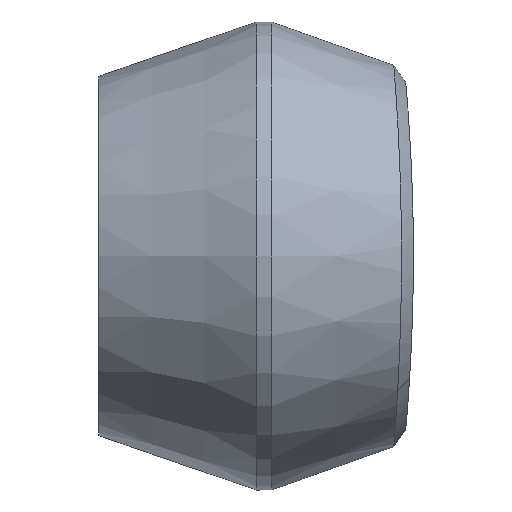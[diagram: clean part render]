
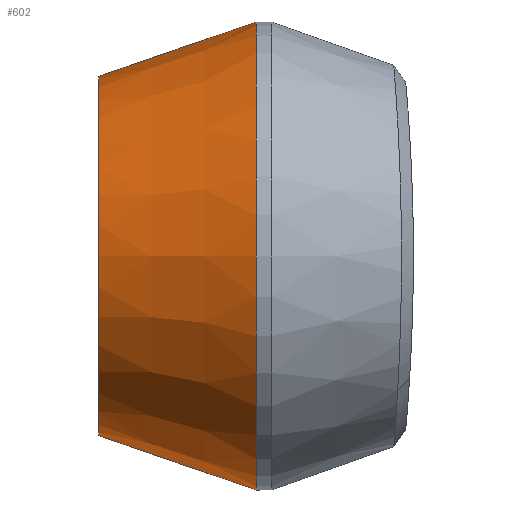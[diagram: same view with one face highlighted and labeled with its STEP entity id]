
A CAD part, left-side view. The second image highlights one B-rep face of the part: STEP entity #602.
In plain terms, the highlighted conical face has half-angle 19.046 degrees and reference radius 19.496 mm.
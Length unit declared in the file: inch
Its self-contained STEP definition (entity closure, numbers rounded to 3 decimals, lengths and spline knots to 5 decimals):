
#19 = AXIS2_PLACEMENT_3D ( 'NONE', #145, #221, #1048 ) ;
#68 = CONICAL_SURFACE ( 'NONE', #19, 0.76754, 0.332 ) ;
#74 = EDGE_CURVE ( 'NONE', #819, #760, #784, .T. ) ;
#145 = CARTESIAN_POINT ( 'NONE',  ( 0., 9.3125, 0. ) ) ;
#221 = DIRECTION ( 'NONE',  ( 0., -1., 0. ) ) ;
#223 = CARTESIAN_POINT ( 'NONE',  ( 0., 9.3125, -0.76754 ) ) ;
#226 = CARTESIAN_POINT ( 'NONE',  ( 0., 9.3125, 0.76754 ) ) ;
#315 = CIRCLE ( 'NONE', #826, 0.76754 ) ;
#322 = EDGE_LOOP ( 'NONE', ( #620, #344, #489, #753 ) ) ;
#344 = ORIENTED_EDGE ( 'NONE', *, *, #928, .T. ) ;
#348 = VECTOR ( 'NONE', #1020, 39.37008 ) ;
#386 = CARTESIAN_POINT ( 'NONE',  ( 0., 9.3125, 0. ) ) ;
#460 = DIRECTION ( 'NONE',  ( 0., -1., 0. ) ) ;
#477 = AXIS2_PLACEMENT_3D ( 'NONE', #795, #460, #544 ) ;
#489 = ORIENTED_EDGE ( 'NONE', *, *, #862, .T. ) ;
#515 = CARTESIAN_POINT ( 'NONE',  ( 0., 8.63915, 1. ) ) ;
#518 = LINE ( 'NONE', #996, #348 ) ;
#523 = EDGE_CURVE ( 'NONE', #760, #982, #1021, .T. ) ;
#544 = DIRECTION ( 'NONE',  ( 0., 0., -1. ) ) ;
#602 = ADVANCED_FACE ( 'NONE', ( #873 ), #68, .T. ) ;
#620 = ORIENTED_EDGE ( 'NONE', *, *, #74, .F. ) ;
#632 = DIRECTION ( 'NONE',  ( 0., -0.945, 0.326 ) ) ;
#708 = VECTOR ( 'NONE', #632, 39.37008 ) ;
#718 = CARTESIAN_POINT ( 'NONE',  ( 0., 9.3125, 0.76754 ) ) ;
#753 = ORIENTED_EDGE ( 'NONE', *, *, #523, .F. ) ;
#760 = VERTEX_POINT ( 'NONE', #515 ) ;
#784 = LINE ( 'NONE', #226, #708 ) ;
#795 = CARTESIAN_POINT ( 'NONE',  ( 0., 8.63915, 0. ) ) ;
#819 = VERTEX_POINT ( 'NONE', #718 ) ;
#826 = AXIS2_PLACEMENT_3D ( 'NONE', #386, #962, #864 ) ;
#862 = EDGE_CURVE ( 'NONE', #977, #982, #518, .T. ) ;
#864 = DIRECTION ( 'NONE',  ( 0., 0., -1. ) ) ;
#873 = FACE_OUTER_BOUND ( 'NONE', #322, .T. ) ;
#928 = EDGE_CURVE ( 'NONE', #819, #977, #315, .T. ) ;
#962 = DIRECTION ( 'NONE',  ( 0., -1., 0. ) ) ;
#977 = VERTEX_POINT ( 'NONE', #223 ) ;
#982 = VERTEX_POINT ( 'NONE', #1035 ) ;
#996 = CARTESIAN_POINT ( 'NONE',  ( 0., 9.3125, -0.76754 ) ) ;
#1020 = DIRECTION ( 'NONE',  ( 0., -0.945, -0.326 ) ) ;
#1021 = CIRCLE ( 'NONE', #477, 1. ) ;
#1035 = CARTESIAN_POINT ( 'NONE',  ( 0., 8.63915, -1. ) ) ;
#1048 = DIRECTION ( 'NONE',  ( 0., 0., -1. ) ) ;
